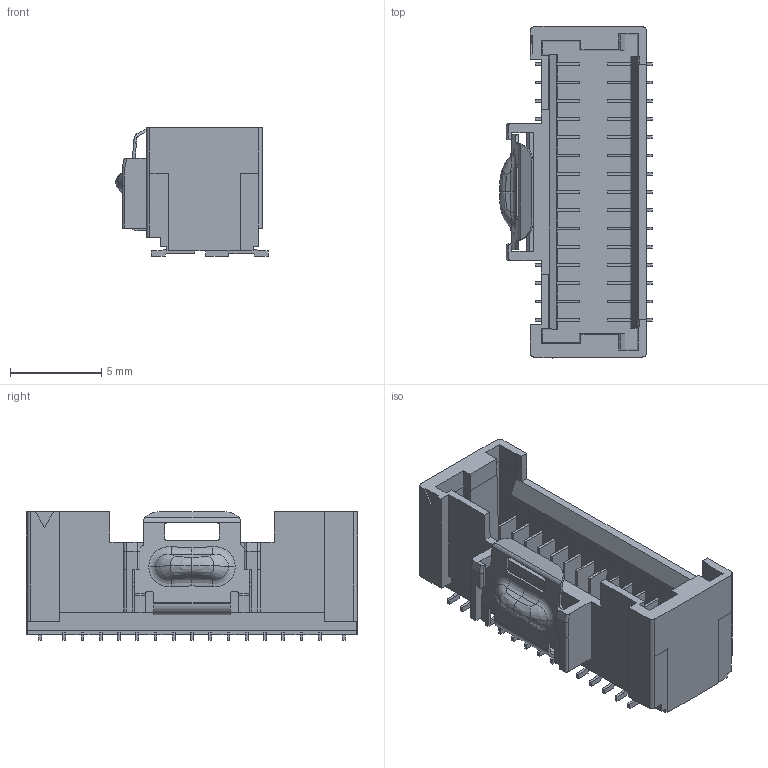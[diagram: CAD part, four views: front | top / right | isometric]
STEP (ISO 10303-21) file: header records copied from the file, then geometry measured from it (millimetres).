
FILE_DESCRIPTION(('CoCreate Modeling STEP Export'),'2;1');
FILE_NAME('DF50-30DP-1V.stp','2014-01-28T 9:47:47',(''),(''),'CoCreate Modeling STEP processor for AP214 (Solid Model)','CoCreate Modeling 17.0 01-Apr-2010 (C) Parametric Technology GmbH','');
FILE_SCHEMA(('AUTOMOTIVE_DESIGN { 1 0 10303 214 1 1 1 1 }'));
Products named in the file (1): DF50-30DP-1V
Bounding box: 8.35 x 18.18 x 7.05 mm (x, y, z)
Volume: 319.4 mm3; surface area: 1039.8 mm2
Topology: 1 solids, 1 shells, 693 faces, 2119 edges, 1432 vertices
Faces by surface type: plane 579, cylinder 73, bspline 41
Entity records: 44250 total; most frequent: CARTESIAN_POINT 25805, ORIENTED_EDGE 4238, DIRECTION 3322, EDGE_CURVE 2119, VECTOR 1782, LINE 1782, VERTEX_POINT 1432, AXIS2_PLACEMENT_3D 770
